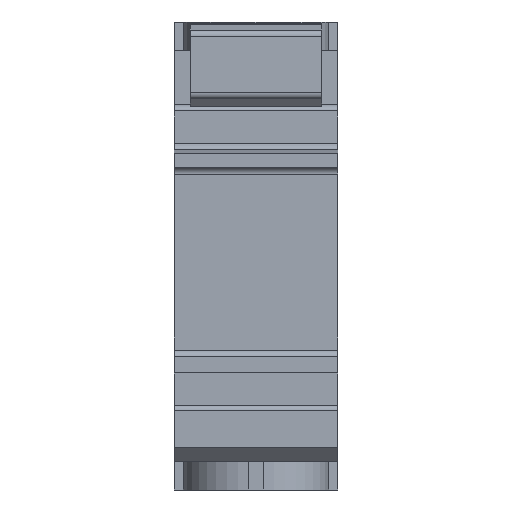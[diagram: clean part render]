
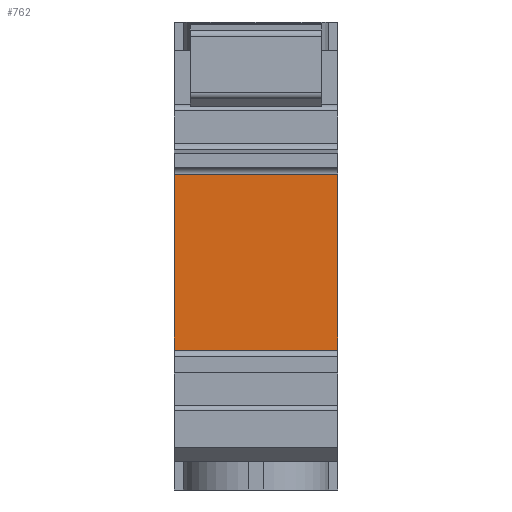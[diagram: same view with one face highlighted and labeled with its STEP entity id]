
A CAD part, front view. The second image highlights one B-rep face of the part: STEP entity #762.
In plain terms, the highlighted planar face has unit normal (0, -1, 0).
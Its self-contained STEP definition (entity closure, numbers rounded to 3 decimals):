
#55 = LINE ( 'NONE', #3932, #1488 ) ;
#84 = EDGE_LOOP ( 'NONE', ( #2294, #3513, #5921, #1395 ) ) ;
#209 = VERTEX_POINT ( 'NONE', #5981 ) ;
#541 = AXIS2_PLACEMENT_3D ( 'NONE', #3832, #1343, #900 ) ;
#742 = CARTESIAN_POINT ( 'NONE',  ( -8.75, -17., -10.05 ) ) ;
#762 = ADVANCED_FACE ( 'NONE', ( #5269 ), #6268, .F. ) ;
#900 = DIRECTION ( 'NONE',  ( 0., 0., 1. ) ) ;
#904 = DIRECTION ( 'NONE',  ( -1., 0., 0. ) ) ;
#1343 = DIRECTION ( 'NONE',  ( 0., 1., 0. ) ) ;
#1395 = ORIENTED_EDGE ( 'NONE', *, *, #2368, .T. ) ;
#1488 = VECTOR ( 'NONE', #904, 1000. ) ;
#1579 = DIRECTION ( 'NONE',  ( 1., 0., 0. ) ) ;
#1638 = LINE ( 'NONE', #4010, #2932 ) ;
#1684 = VECTOR ( 'NONE', #1579, 1000. ) ;
#1925 = CARTESIAN_POINT ( 'NONE',  ( 8.75, -17., 8.75 ) ) ;
#2294 = ORIENTED_EDGE ( 'NONE', *, *, #2391, .F. ) ;
#2368 = EDGE_CURVE ( 'NONE', #5408, #209, #55, .T. ) ;
#2391 = EDGE_CURVE ( 'NONE', #4377, #209, #5872, .T. ) ;
#2577 = EDGE_CURVE ( 'NONE', #4362, #5408, #1638, .T. ) ;
#2738 = EDGE_CURVE ( 'NONE', #4377, #4362, #4119, .T. ) ;
#2932 = VECTOR ( 'NONE', #5057, 1000. ) ;
#3049 = CARTESIAN_POINT ( 'NONE',  ( 8.75, -17., -10.05 ) ) ;
#3232 = CARTESIAN_POINT ( 'NONE',  ( 8.75, -17., -10.05 ) ) ;
#3513 = ORIENTED_EDGE ( 'NONE', *, *, #2738, .T. ) ;
#3632 = VECTOR ( 'NONE', #4929, 1000. ) ;
#3832 = CARTESIAN_POINT ( 'NONE',  ( -8.75, -17., -10.75 ) ) ;
#3932 = CARTESIAN_POINT ( 'NONE',  ( -8.75, -17., 8.75 ) ) ;
#4010 = CARTESIAN_POINT ( 'NONE',  ( 8.75, -17., -10.75 ) ) ;
#4119 = LINE ( 'NONE', #3049, #1684 ) ;
#4362 = VERTEX_POINT ( 'NONE', #3232 ) ;
#4377 = VERTEX_POINT ( 'NONE', #742 ) ;
#4866 = CARTESIAN_POINT ( 'NONE',  ( -8.75, -17., -10.75 ) ) ;
#4929 = DIRECTION ( 'NONE',  ( 0., 0., 1. ) ) ;
#5057 = DIRECTION ( 'NONE',  ( 0., 0., 1. ) ) ;
#5269 = FACE_OUTER_BOUND ( 'NONE', #84, .T. ) ;
#5408 = VERTEX_POINT ( 'NONE', #1925 ) ;
#5872 = LINE ( 'NONE', #4866, #3632 ) ;
#5921 = ORIENTED_EDGE ( 'NONE', *, *, #2577, .T. ) ;
#5981 = CARTESIAN_POINT ( 'NONE',  ( -8.75, -17., 8.75 ) ) ;
#6268 = PLANE ( 'NONE',  #541 ) ;
